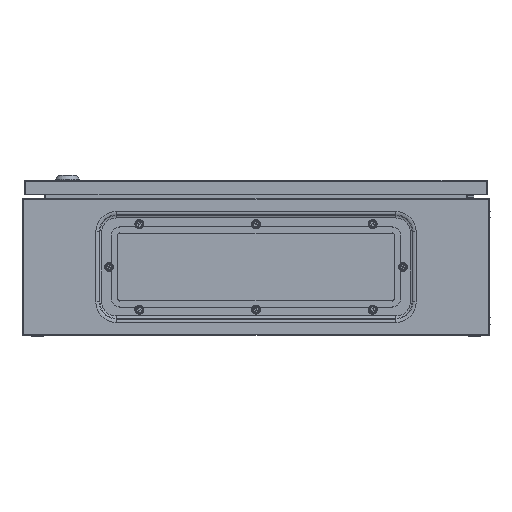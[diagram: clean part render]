
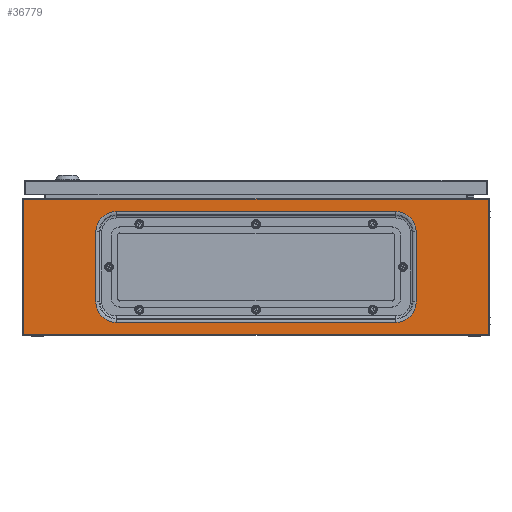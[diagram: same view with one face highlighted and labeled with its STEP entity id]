
A CAD part, front view. The second image highlights one B-rep face of the part: STEP entity #36779.
In plain terms, the highlighted planar face has unit normal (0, -1, 0).
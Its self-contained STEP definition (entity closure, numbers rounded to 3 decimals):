
#1199 = CARTESIAN_POINT ( 'NONE',  ( -129.5, 0., 133. ) ) ;
#6386 = EDGE_CURVE ( 'NONE', #94897, #57723, #33172, .T. ) ;
#8790 = FACE_OUTER_BOUND ( 'NONE', #40341, .T. ) ;
#8919 = EDGE_CURVE ( 'NONE', #75524, #34260, #63416, .T. ) ;
#8935 = CARTESIAN_POINT ( 'NONE',  ( -248.4, 0., -39.948 ) ) ;
#9872 = PLANE ( 'NONE',  #97138 ) ;
#10004 = DIRECTION ( 'NONE',  ( 0., 1., 0. ) ) ;
#10104 = CIRCLE ( 'NONE', #103201, 26.361 ) ;
#10629 = DIRECTION ( 'NONE',  ( 1., 0., 0. ) ) ;
#10918 = EDGE_LOOP ( 'NONE', ( #29683, #60678, #44766, #55948, #70499, #14791, #51708, #49986 ) ) ;
#14791 = ORIENTED_EDGE ( 'NONE', *, *, #58712, .T. ) ;
#15355 = CARTESIAN_POINT ( 'NONE',  ( -155.861, 0., 175.7 ) ) ;
#15357 = CARTESIAN_POINT ( 'NONE',  ( 229.5, 0., 133. ) ) ;
#16531 = DIRECTION ( 'NONE',  ( -1., 0., 0. ) ) ;
#16564 = VECTOR ( 'NONE', #70455, 1000. ) ;
#16980 = DIRECTION ( 'NONE',  ( 1., 0., 0. ) ) ;
#18667 = CARTESIAN_POINT ( 'NONE',  ( 229.5, 0., 43. ) ) ;
#18887 = LINE ( 'NONE', #86012, #73149 ) ;
#19830 = VERTEX_POINT ( 'NONE', #106871 ) ;
#28981 = VECTOR ( 'NONE', #91286, 1000. ) ;
#29476 = CARTESIAN_POINT ( 'NONE',  ( -129.5, 0., 16.639 ) ) ;
#29683 = ORIENTED_EDGE ( 'NONE', *, *, #89052, .T. ) ;
#31118 = ORIENTED_EDGE ( 'NONE', *, *, #55536, .T. ) ;
#32974 = LINE ( 'NONE', #15355, #28981 ) ;
#32977 = DIRECTION ( 'NONE',  ( 0., 1., 0. ) ) ;
#33172 = LINE ( 'NONE', #8935, #40186 ) ;
#34260 = VERTEX_POINT ( 'NONE', #87650 ) ;
#34800 = DIRECTION ( 'NONE',  ( -1., 0., 0. ) ) ;
#36286 = VERTEX_POINT ( 'NONE', #82244 ) ;
#36387 = VERTEX_POINT ( 'NONE', #91592 ) ;
#36779 = ADVANCED_FACE ( 'NONE', ( #59949, #8790 ), #9872, .F. ) ;
#36936 = LINE ( 'NONE', #45684, #16564 ) ;
#38399 = CIRCLE ( 'NONE', #47151, 26.361 ) ;
#40186 = VECTOR ( 'NONE', #76586, 1000. ) ;
#40341 = EDGE_LOOP ( 'NONE', ( #89980, #89033, #31118, #106044 ) ) ;
#40689 = DIRECTION ( 'NONE',  ( -1., 0., 0. ) ) ;
#41828 = DIRECTION ( 'NONE',  ( 0., 1., 0. ) ) ;
#41973 = EDGE_CURVE ( 'NONE', #19830, #73960, #57716, .T. ) ;
#44584 = VERTEX_POINT ( 'NONE', #67090 ) ;
#44766 = ORIENTED_EDGE ( 'NONE', *, *, #41973, .T. ) ;
#45684 = CARTESIAN_POINT ( 'NONE',  ( 348.4, 0., -39.948 ) ) ;
#47151 = AXIS2_PLACEMENT_3D ( 'NONE', #18667, #61037, #68720 ) ;
#49986 = ORIENTED_EDGE ( 'NONE', *, *, #8919, .T. ) ;
#51708 = ORIENTED_EDGE ( 'NONE', *, *, #67597, .T. ) ;
#52926 = VECTOR ( 'NONE', #81628, 1000. ) ;
#53875 = EDGE_CURVE ( 'NONE', #85398, #88160, #72302, .T. ) ;
#55536 = EDGE_CURVE ( 'NONE', #44584, #57822, #36936, .T. ) ;
#55948 = ORIENTED_EDGE ( 'NONE', *, *, #55975, .T. ) ;
#55975 = EDGE_CURVE ( 'NONE', #73960, #85398, #10104, .T. ) ;
#57716 = LINE ( 'NONE', #67056, #78419 ) ;
#57723 = VERTEX_POINT ( 'NONE', #59798 ) ;
#57822 = VERTEX_POINT ( 'NONE', #76288 ) ;
#58712 = EDGE_CURVE ( 'NONE', #88160, #36387, #38399, .T. ) ;
#59463 = CARTESIAN_POINT ( 'NONE',  ( -129.5, 0., 43. ) ) ;
#59798 = CARTESIAN_POINT ( 'NONE',  ( -248.4, 0., 175.7 ) ) ;
#59949 = FACE_BOUND ( 'NONE', #10918, .T. ) ;
#60678 = ORIENTED_EDGE ( 'NONE', *, *, #98861, .T. ) ;
#61037 = DIRECTION ( 'NONE',  ( 0., 1., 0. ) ) ;
#63416 = CIRCLE ( 'NONE', #77475, 26.361 ) ;
#65652 = CIRCLE ( 'NONE', #99043, 26.361 ) ;
#67056 = CARTESIAN_POINT ( 'NONE',  ( 229.5, 0., 159.361 ) ) ;
#67090 = CARTESIAN_POINT ( 'NONE',  ( 348.4, 0., 1.6 ) ) ;
#67597 = EDGE_CURVE ( 'NONE', #36387, #75524, #105933, .T. ) ;
#68720 = DIRECTION ( 'NONE',  ( -1., 0., 0. ) ) ;
#70455 = DIRECTION ( 'NONE',  ( 0., 0., 1. ) ) ;
#70499 = ORIENTED_EDGE ( 'NONE', *, *, #53875, .T. ) ;
#72302 = LINE ( 'NONE', #89909, #52926 ) ;
#73149 = VECTOR ( 'NONE', #10629, 1000. ) ;
#73309 = LINE ( 'NONE', #74386, #91991 ) ;
#73960 = VERTEX_POINT ( 'NONE', #85682 ) ;
#74386 = CARTESIAN_POINT ( 'NONE',  ( 350., 0., 175.7 ) ) ;
#75358 = DIRECTION ( 'NONE',  ( -1., 0., 0. ) ) ;
#75524 = VERTEX_POINT ( 'NONE', #92175 ) ;
#76288 = CARTESIAN_POINT ( 'NONE',  ( 348.4, 0., 175.7 ) ) ;
#76494 = DIRECTION ( 'NONE',  ( 0., 1., 0. ) ) ;
#76586 = DIRECTION ( 'NONE',  ( 0., 0., 1. ) ) ;
#77475 = AXIS2_PLACEMENT_3D ( 'NONE', #59463, #76494, #16531 ) ;
#78419 = VECTOR ( 'NONE', #16980, 1000. ) ;
#81628 = DIRECTION ( 'NONE',  ( 0., 0., -1. ) ) ;
#81970 = EDGE_CURVE ( 'NONE', #94897, #44584, #18887, .T. ) ;
#82244 = CARTESIAN_POINT ( 'NONE',  ( -155.861, 0., 133. ) ) ;
#85398 = VERTEX_POINT ( 'NONE', #107870 ) ;
#85682 = CARTESIAN_POINT ( 'NONE',  ( 229.5, 0., 159.361 ) ) ;
#86012 = CARTESIAN_POINT ( 'NONE',  ( -248.5, 0., 1.6 ) ) ;
#86817 = CARTESIAN_POINT ( 'NONE',  ( 255.861, 0., 43. ) ) ;
#87650 = CARTESIAN_POINT ( 'NONE',  ( -155.861, 0., 43. ) ) ;
#88160 = VERTEX_POINT ( 'NONE', #86817 ) ;
#89033 = ORIENTED_EDGE ( 'NONE', *, *, #81970, .T. ) ;
#89052 = EDGE_CURVE ( 'NONE', #34260, #36286, #32974, .T. ) ;
#89909 = CARTESIAN_POINT ( 'NONE',  ( 255.861, 0., 43. ) ) ;
#89980 = ORIENTED_EDGE ( 'NONE', *, *, #6386, .F. ) ;
#91286 = DIRECTION ( 'NONE',  ( 0., 0., 1. ) ) ;
#91592 = CARTESIAN_POINT ( 'NONE',  ( 229.5, 0., 16.639 ) ) ;
#91991 = VECTOR ( 'NONE', #98096, 1000. ) ;
#92175 = CARTESIAN_POINT ( 'NONE',  ( -129.5, 0., 16.639 ) ) ;
#92976 = CARTESIAN_POINT ( 'NONE',  ( 350., 0., 175.7 ) ) ;
#94897 = VERTEX_POINT ( 'NONE', #99131 ) ;
#97118 = DIRECTION ( 'NONE',  ( -1., 0., 0. ) ) ;
#97138 = AXIS2_PLACEMENT_3D ( 'NONE', #92976, #41828, #75358 ) ;
#98096 = DIRECTION ( 'NONE',  ( 1., 0., 0. ) ) ;
#98200 = VECTOR ( 'NONE', #97118, 1000. ) ;
#98731 = EDGE_CURVE ( 'NONE', #57723, #57822, #73309, .T. ) ;
#98861 = EDGE_CURVE ( 'NONE', #36286, #19830, #65652, .T. ) ;
#99043 = AXIS2_PLACEMENT_3D ( 'NONE', #1199, #10004, #34800 ) ;
#99131 = CARTESIAN_POINT ( 'NONE',  ( -248.4, 0., 1.6 ) ) ;
#103201 = AXIS2_PLACEMENT_3D ( 'NONE', #15357, #32977, #40689 ) ;
#105933 = LINE ( 'NONE', #29476, #98200 ) ;
#106044 = ORIENTED_EDGE ( 'NONE', *, *, #98731, .F. ) ;
#106871 = CARTESIAN_POINT ( 'NONE',  ( -129.5, 0., 159.361 ) ) ;
#107870 = CARTESIAN_POINT ( 'NONE',  ( 255.861, 0., 133. ) ) ;
